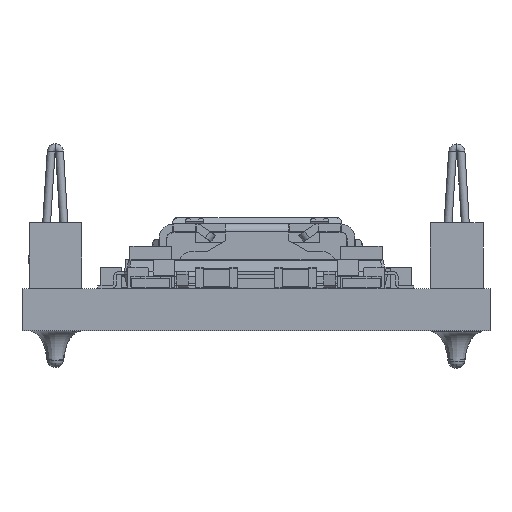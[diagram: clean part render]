
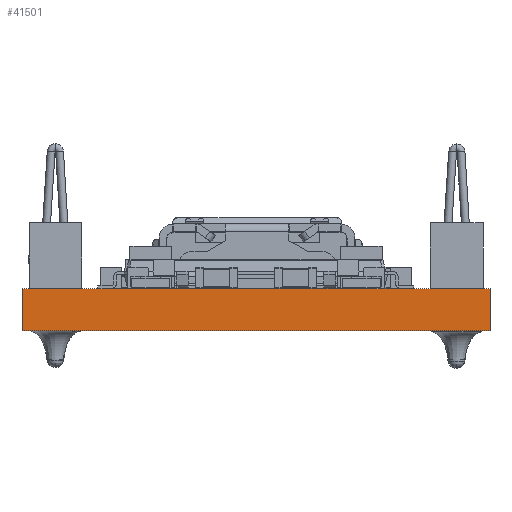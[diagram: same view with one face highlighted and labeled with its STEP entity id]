
A CAD part, front view. The second image highlights one B-rep face of the part: STEP entity #41501.
In plain terms, the highlighted planar face has unit normal (0, -1, 0).
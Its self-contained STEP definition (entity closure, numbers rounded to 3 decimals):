
#1850=PLANE('',#44739);
#3740=FACE_OUTER_BOUND('',#5901,.T.);
#5901=EDGE_LOOP('',(#34852,#34853,#34854,#34855));
#11505=LINE('',#66613,#15758);
#11506=LINE('',#66616,#15759);
#11507=LINE('',#66618,#15760);
#11508=LINE('',#66619,#15761);
#15758=VECTOR('',#54355,10.);
#15759=VECTOR('',#54358,10.);
#15760=VECTOR('',#54359,10.);
#15761=VECTOR('',#54360,10.);
#19323=VERTEX_POINT('',#66606);
#19326=VERTEX_POINT('',#66611);
#19327=VERTEX_POINT('',#66615);
#19328=VERTEX_POINT('',#66617);
#24688=EDGE_CURVE('',#19323,#19326,#11505,.T.);
#24689=EDGE_CURVE('',#19327,#19323,#11506,.T.);
#24690=EDGE_CURVE('',#19328,#19326,#11507,.T.);
#24691=EDGE_CURVE('',#19327,#19328,#11508,.T.);
#34852=ORIENTED_EDGE('',*,*,#24689,.T.);
#34853=ORIENTED_EDGE('',*,*,#24688,.T.);
#34854=ORIENTED_EDGE('',*,*,#24690,.F.);
#34855=ORIENTED_EDGE('',*,*,#24691,.F.);
#41501=ADVANCED_FACE('',(#3740),#1850,.T.);
#44739=AXIS2_PLACEMENT_3D('',#66614,#54356,#54357);
#54355=DIRECTION('',(0.,0.,-1.));
#54356=DIRECTION('center_axis',(0.,-1.,0.));
#54357=DIRECTION('ref_axis',(-1.,0.,0.));
#54358=DIRECTION('',(-1.,0.,0.));
#54359=DIRECTION('',(-1.,0.,0.));
#54360=DIRECTION('',(0.,0.,-1.));
#66606=CARTESIAN_POINT('',(-8.89,-16.51,0.));
#66611=CARTESIAN_POINT('',(-8.89,-16.51,-1.6));
#66613=CARTESIAN_POINT('',(-8.89,-16.51,0.));
#66614=CARTESIAN_POINT('Origin',(8.89,-16.51,0.));
#66615=CARTESIAN_POINT('',(8.89,-16.51,0.));
#66616=CARTESIAN_POINT('',(8.89,-16.51,0.));
#66617=CARTESIAN_POINT('',(8.89,-16.51,-1.6));
#66618=CARTESIAN_POINT('',(8.89,-16.51,-1.6));
#66619=CARTESIAN_POINT('',(8.89,-16.51,0.));
